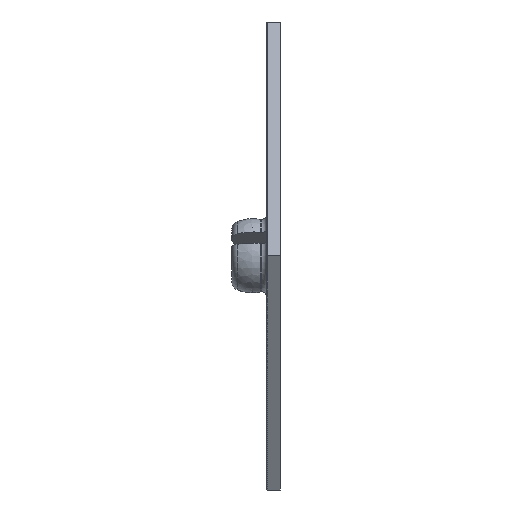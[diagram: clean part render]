
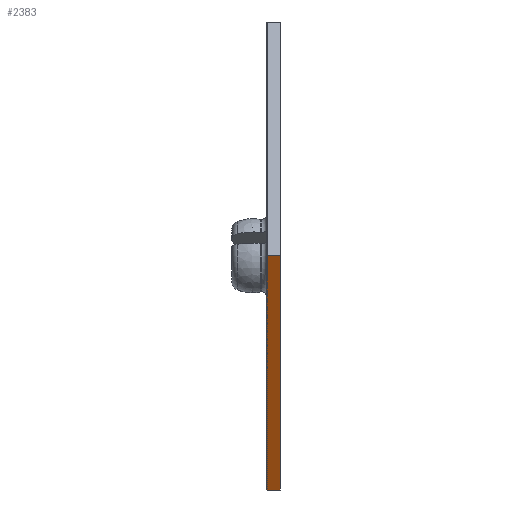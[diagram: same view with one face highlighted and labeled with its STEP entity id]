
A CAD part, left-side view. The second image highlights one B-rep face of the part: STEP entity #2383.
In plain terms, the highlighted planar face has unit normal (-0.866, 0, -0.5).
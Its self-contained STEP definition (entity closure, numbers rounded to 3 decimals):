
#21 = DIRECTION ( 'NONE',  ( 0.5, 0., -0.866 ) ) ;
#24 = ORIENTED_EDGE ( 'NONE', *, *, #1216, .T. ) ;
#84 = EDGE_CURVE ( 'NONE', #1865, #2646, #439, .T. ) ;
#173 = CARTESIAN_POINT ( 'NONE',  ( -43.301, 3., -25. ) ) ;
#190 = CARTESIAN_POINT ( 'NONE',  ( -57.735, 0., 0. ) ) ;
#309 = ORIENTED_EDGE ( 'NONE', *, *, #973, .F. ) ;
#392 = CARTESIAN_POINT ( 'NONE',  ( -57.735, 3., 0. ) ) ;
#427 = CARTESIAN_POINT ( 'NONE',  ( -43.301, 0., -25. ) ) ;
#439 = LINE ( 'NONE', #427, #1479 ) ;
#528 = ORIENTED_EDGE ( 'NONE', *, *, #783, .T. ) ;
#534 = VECTOR ( 'NONE', #1998, 1000. ) ;
#592 = DIRECTION ( 'NONE',  ( 0.866, 0., 0.5 ) ) ;
#601 = CARTESIAN_POINT ( 'NONE',  ( -28.868, 2.8, -50. ) ) ;
#783 = EDGE_CURVE ( 'NONE', #1406, #1865, #974, .T. ) ;
#826 = EDGE_LOOP ( 'NONE', ( #309, #24, #528, #1927 ) ) ;
#884 = AXIS2_PLACEMENT_3D ( 'NONE', #173, #592, #2156 ) ;
#973 = EDGE_CURVE ( 'NONE', #1450, #2646, #2223, .T. ) ;
#974 = LINE ( 'NONE', #1596, #534 ) ;
#1031 = DIRECTION ( 'NONE',  ( 0., -1., 0. ) ) ;
#1216 = EDGE_CURVE ( 'NONE', #1450, #1406, #2056, .T. ) ;
#1343 = FACE_OUTER_BOUND ( 'NONE', #826, .T. ) ;
#1402 = PLANE ( 'NONE',  #884 ) ;
#1406 = VERTEX_POINT ( 'NONE', #1503 ) ;
#1450 = VERTEX_POINT ( 'NONE', #2387 ) ;
#1479 = VECTOR ( 'NONE', #2285, 1000. ) ;
#1503 = CARTESIAN_POINT ( 'NONE',  ( -28.868, 2.8, -50. ) ) ;
#1596 = CARTESIAN_POINT ( 'NONE',  ( -28.868, 3., -50. ) ) ;
#1761 = VECTOR ( 'NONE', #1031, 1000. ) ;
#1789 = CARTESIAN_POINT ( 'NONE',  ( -28.868, 0., -50. ) ) ;
#1865 = VERTEX_POINT ( 'NONE', #1789 ) ;
#1927 = ORIENTED_EDGE ( 'NONE', *, *, #84, .T. ) ;
#1934 = VECTOR ( 'NONE', #21, 1000. ) ;
#1998 = DIRECTION ( 'NONE',  ( 0., -1., 0. ) ) ;
#2056 = LINE ( 'NONE', #601, #1934 ) ;
#2156 = DIRECTION ( 'NONE',  ( 0.5, 0., -0.866 ) ) ;
#2223 = LINE ( 'NONE', #392, #1761 ) ;
#2285 = DIRECTION ( 'NONE',  ( -0.5, 0., 0.866 ) ) ;
#2383 = ADVANCED_FACE ( 'NONE', ( #1343 ), #1402, .F. ) ;
#2387 = CARTESIAN_POINT ( 'NONE',  ( -57.735, 2.8, 0. ) ) ;
#2646 = VERTEX_POINT ( 'NONE', #190 ) ;
